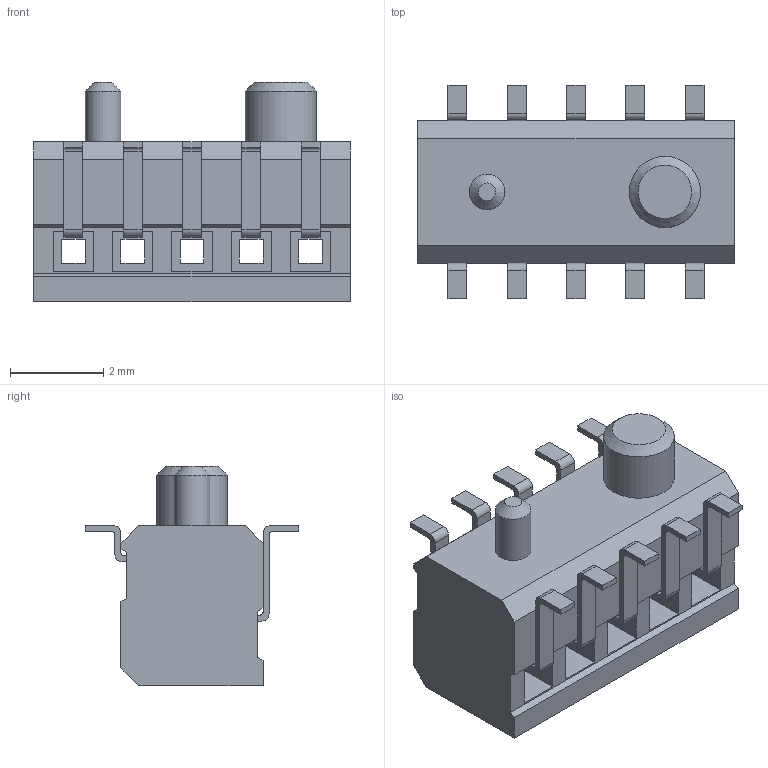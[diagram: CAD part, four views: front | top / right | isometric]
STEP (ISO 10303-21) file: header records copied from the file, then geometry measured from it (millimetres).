
FILE_DESCRIPTION(/* description */ ('STEP AP214'),/* implementation_level */ '2;1');
FILE_NAME(/* name */ 'CLP-105-02-F-DH-A',/* time_stamp */ '2022-08-10T17:20:48+02:00',/* author */ ('License CC BY-ND 4.0'),/* organization */ ('CADENAS'),/* preprocessor_version */ 'ST-DEVELOPER v18.102',/* originating_system */ 'PARTsolutions',/* authorisation */ ' ');
FILE_SCHEMA (('AUTOMOTIVE_DESIGN {1 0 10303 214 3 1 1}'));
Length unit declared in the file: inch
Products named in the file (4): CLP-105-02-F-DH-A; C-70-05-105-A_Pin_dh; C-70-04-105_Pin_2_dh; CLP-105-2-F-DH-A_terminal
Assembly tree (3 placements, depth 2):
  CLP-105-02-F-DH-A
    C-70-05-105-A_Pin_dh
    C-70-04-105_Pin_2_dh
    CLP-105-2-F-DH-A_terminal
Bounding box: 6.78 x 4.57 x 4.7 mm (x, y, z)
Volume: 51.7 mm3; surface area: 238.9 mm2
Topology: 3 solids, 3 shells, 257 faces, 685 edges, 446 vertices
Faces by surface type: plane 213, cylinder 42, cone 2
Full cylindrical faces by diameter (mm): 0.762 x1, 1.524 x1
Entity records: 7955 total; most frequent: CARTESIAN_POINT 1384, ORIENTED_EDGE 1358, DIRECTION 1287, EDGE_CURVE 679, LINE 593, VECTOR 593, VERTEX_POINT 444, AXIS2_PLACEMENT_3D 347
